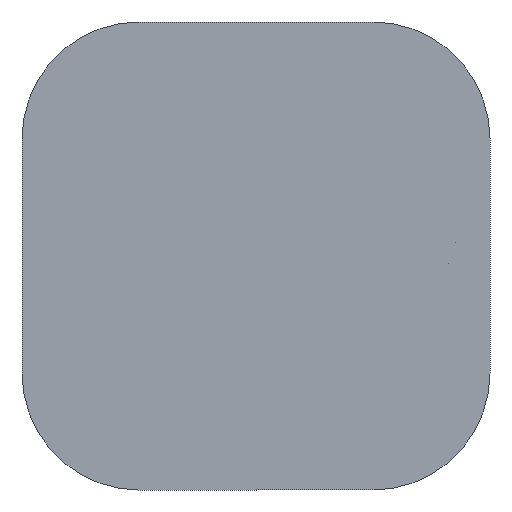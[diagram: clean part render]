
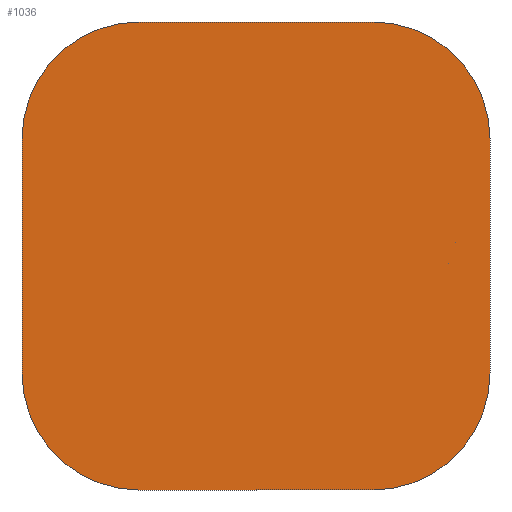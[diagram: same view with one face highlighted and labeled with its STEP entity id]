
A CAD part, front view. The second image highlights one B-rep face of the part: STEP entity #1036.
In plain terms, the highlighted planar face has unit normal (0, -1, 0).
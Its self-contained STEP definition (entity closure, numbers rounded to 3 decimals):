
#41=PLANE('',#1181);
#172=FACE_OUTER_BOUND('',#246,.T.);
#246=EDGE_LOOP('',(#939,#940,#941,#942,#943,#944,#945,#946));
#286=LINE('',#2750,#334);
#289=LINE('',#2758,#337);
#291=LINE('',#2764,#339);
#294=LINE('',#2771,#342);
#334=VECTOR('',#1486,10.);
#337=VECTOR('',#1495,10.);
#339=VECTOR('',#1501,10.);
#342=VECTOR('',#1510,10.);
#419=CIRCLE('',#1169,5.);
#420=CIRCLE('',#1172,5.);
#421=CIRCLE('',#1177,5.);
#422=CIRCLE('',#1180,5.);
#495=VERTEX_POINT('',#2742);
#496=VERTEX_POINT('',#2744);
#497=VERTEX_POINT('',#2748);
#498=VERTEX_POINT('',#2752);
#499=VERTEX_POINT('',#2756);
#500=VERTEX_POINT('',#2761);
#501=VERTEX_POINT('',#2763);
#502=VERTEX_POINT('',#2767);
#636=EDGE_CURVE('',#495,#496,#419,.T.);
#639=EDGE_CURVE('',#495,#497,#286,.T.);
#641=EDGE_CURVE('',#498,#497,#420,.T.);
#643=EDGE_CURVE('',#498,#499,#289,.T.);
#645=EDGE_CURVE('',#501,#500,#291,.T.);
#648=EDGE_CURVE('',#502,#500,#421,.T.);
#649=EDGE_CURVE('',#502,#496,#294,.T.);
#650=EDGE_CURVE('',#501,#499,#422,.T.);
#939=ORIENTED_EDGE('',*,*,#650,.F.);
#940=ORIENTED_EDGE('',*,*,#645,.T.);
#941=ORIENTED_EDGE('',*,*,#648,.F.);
#942=ORIENTED_EDGE('',*,*,#649,.T.);
#943=ORIENTED_EDGE('',*,*,#636,.F.);
#944=ORIENTED_EDGE('',*,*,#639,.T.);
#945=ORIENTED_EDGE('',*,*,#641,.F.);
#946=ORIENTED_EDGE('',*,*,#643,.T.);
#1036=ADVANCED_FACE('',(#172),#41,.F.);
#1169=AXIS2_PLACEMENT_3D('',#2745,#1480,#1481);
#1172=AXIS2_PLACEMENT_3D('',#2754,#1490,#1491);
#1177=AXIS2_PLACEMENT_3D('',#2769,#1506,#1507);
#1180=AXIS2_PLACEMENT_3D('',#2773,#1513,#1514);
#1181=AXIS2_PLACEMENT_3D('',#2774,#1515,#1516);
#1480=DIRECTION('center_axis',(0.,1.,0.));
#1481=DIRECTION('ref_axis',(-1.,0.,0.));
#1486=DIRECTION('',(0.,0.,-1.));
#1490=DIRECTION('center_axis',(0.,1.,0.));
#1491=DIRECTION('ref_axis',(0.,0.,-1.));
#1495=DIRECTION('',(1.,0.,0.));
#1501=DIRECTION('',(0.,0.,1.));
#1506=DIRECTION('center_axis',(0.,1.,0.));
#1507=DIRECTION('ref_axis',(0.,0.,1.));
#1510=DIRECTION('',(-1.,0.,0.));
#1513=DIRECTION('center_axis',(0.,1.,0.));
#1514=DIRECTION('ref_axis',(1.,0.,0.));
#1515=DIRECTION('center_axis',(0.,1.,0.));
#1516=DIRECTION('ref_axis',(1.,0.,0.));
#2742=CARTESIAN_POINT('',(0.,0.,14.7));
#2744=CARTESIAN_POINT('',(5.,0.,19.7));
#2745=CARTESIAN_POINT('Origin',(5.,0.,14.7));
#2748=CARTESIAN_POINT('',(0.,0.,4.7));
#2750=CARTESIAN_POINT('',(0.,0.,14.7));
#2752=CARTESIAN_POINT('',(5.,0.,-0.3));
#2754=CARTESIAN_POINT('Origin',(5.,0.,4.7));
#2756=CARTESIAN_POINT('',(15.,0.,-0.3));
#2758=CARTESIAN_POINT('',(5.,0.,-0.3));
#2761=CARTESIAN_POINT('',(20.,0.,14.7));
#2763=CARTESIAN_POINT('',(20.,0.,4.7));
#2764=CARTESIAN_POINT('',(20.,0.,4.7));
#2767=CARTESIAN_POINT('',(15.,0.,19.7));
#2769=CARTESIAN_POINT('Origin',(15.,0.,14.7));
#2771=CARTESIAN_POINT('',(15.,0.,19.7));
#2773=CARTESIAN_POINT('Origin',(15.,0.,4.7));
#2774=CARTESIAN_POINT('Origin',(10.,0.,9.7));
